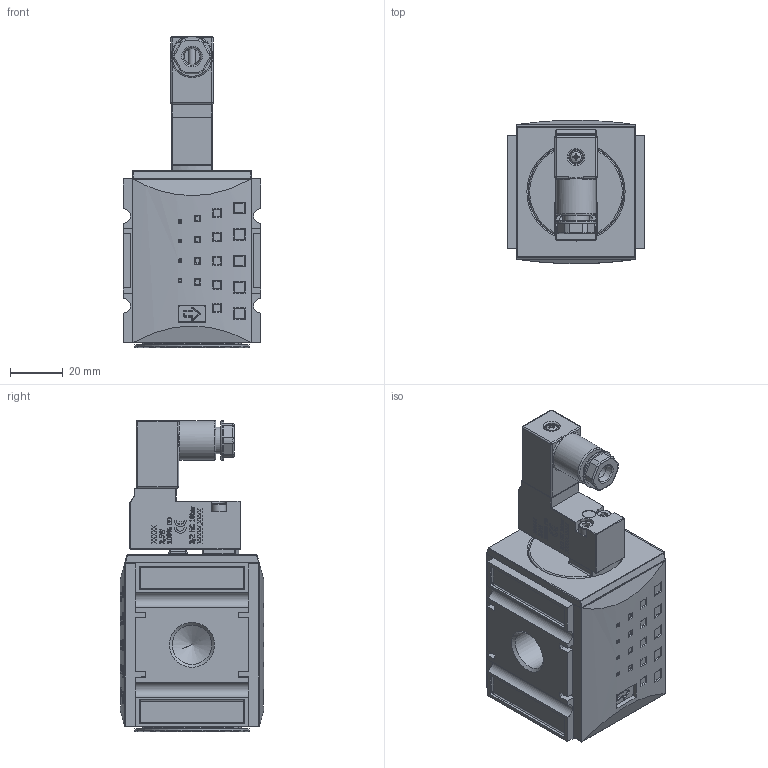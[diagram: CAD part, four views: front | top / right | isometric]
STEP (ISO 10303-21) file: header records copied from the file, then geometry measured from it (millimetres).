
FILE_DESCRIPTION((''),'2;1');
FILE_NAME('KSOV-138.stp','2012-07-09T09:40:03',('DDruske'),(''),'Autodesk Inventor 2009','Autodesk Inventor 2009','');
FILE_SCHEMA(('AUTOMOTIVE_DESIGN { 1 0 10303 214 1 1 1 1 }'));
Length unit declared in the file: millimetre
Products named in the file (1): KSOV-114
Bounding box: 52 x 54.19 x 117.67 mm (x, y, z)
Volume: 179835.4 mm3; surface area: 42700.1 mm2
Topology: 8 solids, 8 shells, 1668 faces, 4388 edges, 2788 vertices
Faces by surface type: plane 812, cylinder 392, bspline 308, torus 111, cone 24, sphere 21
Full cylindrical faces by diameter (mm): 2 x5, 2.256 x1, 2.5 x1, 2.7 x1, 3 x4, 3.2 x4, 3.7 x1, 4.9 x1, 5 x1, 5.5 x4, 6 x1, 10 x1, 14.95 x1, 15 x2, 35 x1, 36 x1, 36.2 x1, 37.323 x1, 43.5 x1
Entity records: 58706 total; most frequent: CARTESIAN_POINT 17779, ORIENTED_EDGE 8500, DIRECTION 7421, EDGE_CURVE 4250, VERTEX_POINT 2768, VECTOR 2673, LINE 2673, AXIS2_PLACEMENT_3D 2374
